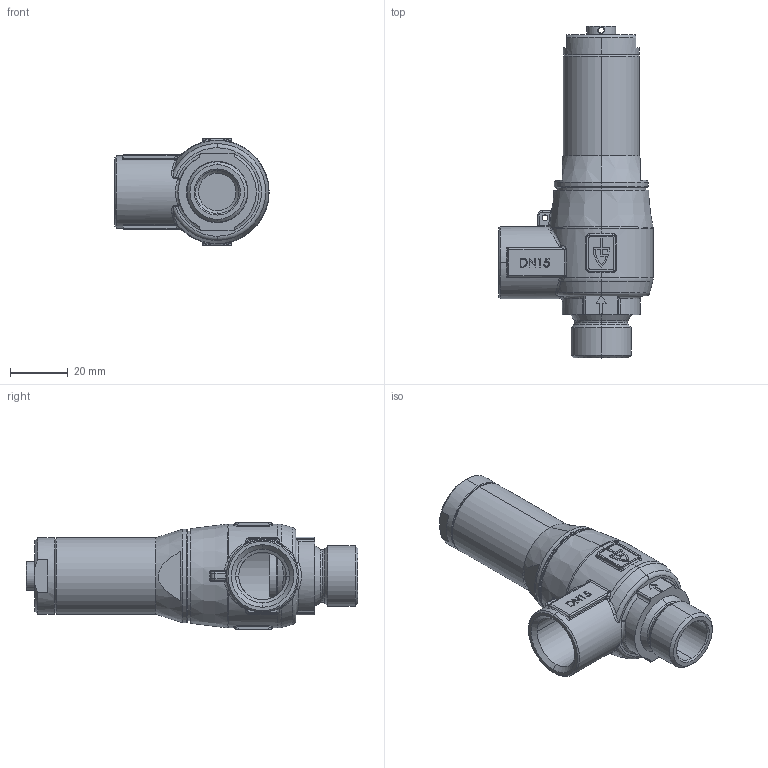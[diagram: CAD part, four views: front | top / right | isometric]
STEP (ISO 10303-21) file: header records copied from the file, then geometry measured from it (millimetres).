
FILE_DESCRIPTION (( 'STEP AP214' ), '1' );
FILE_NAME ('460 1_2 Dummy BSP.STEP', '2012-04-20T08:36:56', ( 'Blankenhorn' ), ( '' ), 'SwSTEP 2.0', 'SolidWorks 2011', '' );
FILE_SCHEMA (( 'AUTOMOTIVE_DESIGN' ));
Length unit declared in the file: millimetre
Products named in the file (1): 460 1_2 Dummy BSP
Bounding box: 53.5 x 115.07 x 37 mm (x, y, z)
Volume: 41807.4 mm3; surface area: 26641.4 mm2
Topology: 3 solids, 3 shells, 520 faces, 1267 edges, 785 vertices
Faces by surface type: plane 196, cylinder 124, bspline 101, cone 55, torus 42, sphere 2
Entity records: 25896 total; most frequent: CARTESIAN_POINT 8498, ORIENTED_EDGE 2524, DIRECTION 2240, EDGE_CURVE 1262, AXIS2_PLACEMENT_3D 811, VERTEX_POINT 785, VECTOR 618, LINE 618
